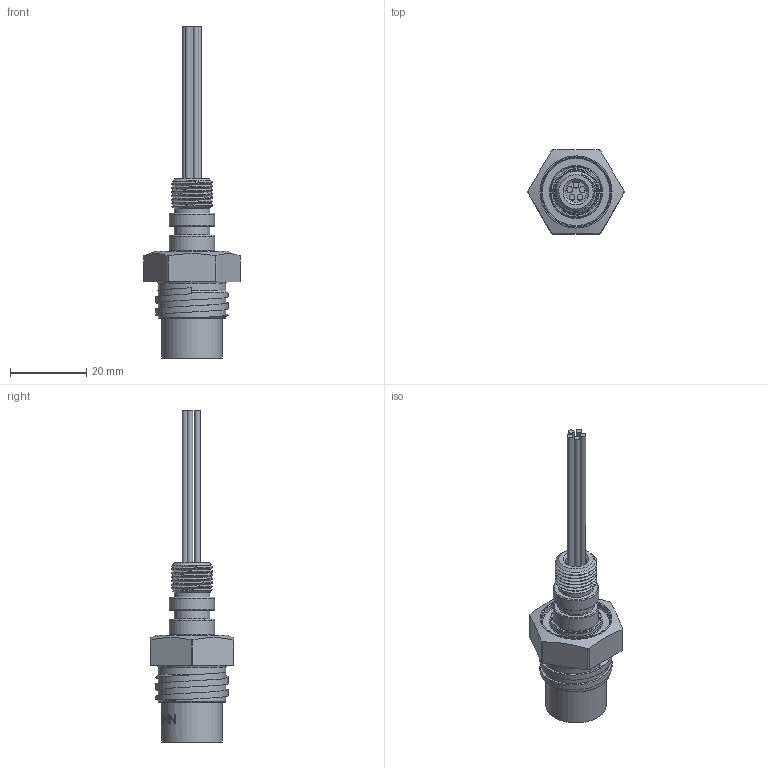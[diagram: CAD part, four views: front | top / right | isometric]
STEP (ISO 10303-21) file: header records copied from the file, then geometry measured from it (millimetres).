
FILE_DESCRIPTION(/* description */ (''),/* implementation_level */ '2;1');
FILE_NAME(/* name */ 'MCBH5F 2 O-ring 22mm Hex.stp',/* time_stamp */ '2014-11-26T13:33:37+01:00',/* author */ ('sh'),/* organization */ (''),/* preprocessor_version */ 'ST-DEVELOPER v15.2',/* originating_system */ 'Autodesk Inventor 2014',/* authorisation */ '');
FILE_SCHEMA (('AUTOMOTIVE_DESIGN { 1 0 10303 214 3 1 1 }'));
Length unit declared in the file: millimetre
Products named in the file (1): MCBH5F 2 O-ring 22mm Hex
Bounding box: 25.24 x 22 x 86.96 mm (x, y, z)
Volume: 8624.5 mm3; surface area: 7745.4 mm2
Topology: 7 solids, 7 shells, 318 faces, 824 edges, 548 vertices
Faces by surface type: plane 118, bspline 104, cylinder 56, torus 28, cone 12
Full cylindrical faces by diameter (mm): 1.524 x5, 3.175 x20, 5.537 x1, 7.264 x1, 9.322 x1, 9.398 x1, 11.918 x2, 13.5 x1, 15.875 x1, 15.9 x1, 17.704 x1, 17.971 x1
Entity records: 17681 total; most frequent: CARTESIAN_POINT 10740, ORIENTED_EDGE 1434, DIRECTION 1037, EDGE_CURVE 717, VERTEX_POINT 517, EDGE_LOOP 418, AXIS2_PLACEMENT_3D 358, LINE 321
